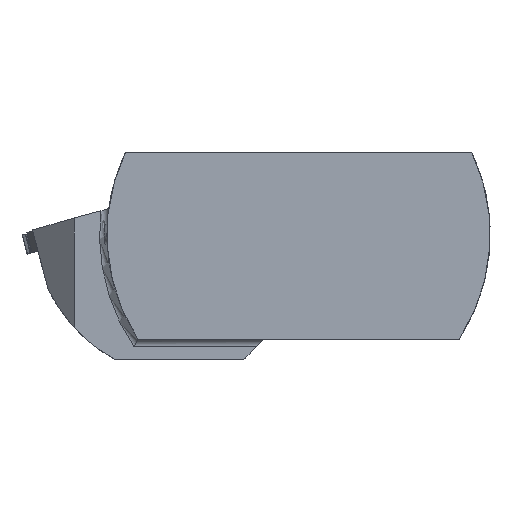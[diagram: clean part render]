
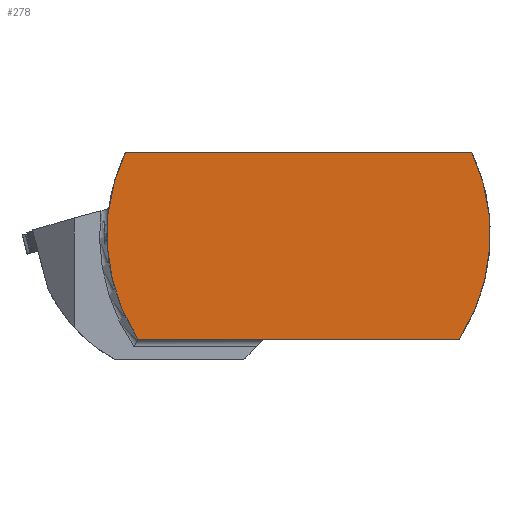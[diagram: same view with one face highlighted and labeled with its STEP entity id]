
A CAD part, top view. The second image highlights one B-rep face of the part: STEP entity #278.
In plain terms, the highlighted planar face has unit normal (0, 0, 1).
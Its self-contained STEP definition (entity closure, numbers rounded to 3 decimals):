
#191=PLANE('',#3058);
#278=ADVANCED_FACE('',(#491),#191,.T.);
#491=FACE_OUTER_BOUND('',#646,.T.);
#646=EDGE_LOOP('',(#1135,#1136,#1137,#1138));
#874=CIRCLE('',#2989,38.5);
#877=CIRCLE('',#2996,38.5);
#1135=ORIENTED_EDGE('',*,*,#2039,.F.);
#1136=ORIENTED_EDGE('',*,*,#2062,.F.);
#1137=ORIENTED_EDGE('',*,*,#2053,.F.);
#1138=ORIENTED_EDGE('',*,*,#2046,.F.);
#1765=VERTEX_POINT('',#4116);
#1767=VERTEX_POINT('',#4119);
#1773=VERTEX_POINT('',#4148);
#1779=VERTEX_POINT('',#4219);
#2039=EDGE_CURVE('',#1765,#1767,#874,.T.);
#2046=EDGE_CURVE('',#1767,#1773,#2449,.T.);
#2053=EDGE_CURVE('',#1773,#1779,#877,.T.);
#2062=EDGE_CURVE('',#1779,#1765,#2456,.T.);
#2449=LINE('',#4147,#2686);
#2456=LINE('',#4266,#2693);
#2686=VECTOR('',#3302,1.);
#2693=VECTOR('',#3325,1.);
#2989=AXIS2_PLACEMENT_3D('',#4118,#3290,#3291);
#2996=AXIS2_PLACEMENT_3D('',#4218,#3311,#3312);
#3058=AXIS2_PLACEMENT_3D('',#4454,#3481,#3482);
#3290=DIRECTION('',(0.,0.,-1.));
#3291=DIRECTION('',(1.,0.,0.));
#3302=DIRECTION('',(-1.,0.,0.));
#3311=DIRECTION('',(0.,0.,-1.));
#3312=DIRECTION('',(1.,0.,0.));
#3325=DIRECTION('',(1.,0.,0.));
#3481=DIRECTION('',(0.,0.,1.));
#3482=DIRECTION('',(1.,0.,0.));
#4116=CARTESIAN_POINT('',(34.785,16.5,0.));
#4118=CARTESIAN_POINT('',(0.,0.,0.));
#4119=CARTESIAN_POINT('',(32.268,-21.,0.));
#4147=CARTESIAN_POINT('',(32.268,-21.,0.));
#4148=CARTESIAN_POINT('',(-32.268,-21.,0.));
#4218=CARTESIAN_POINT('',(0.,0.,0.));
#4219=CARTESIAN_POINT('',(-34.785,16.5,0.));
#4266=CARTESIAN_POINT('',(-45.,16.5,0.));
#4454=CARTESIAN_POINT('',(0.,0.,0.));
